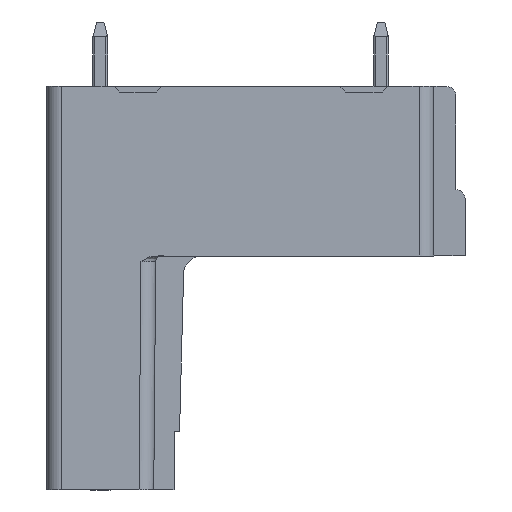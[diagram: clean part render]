
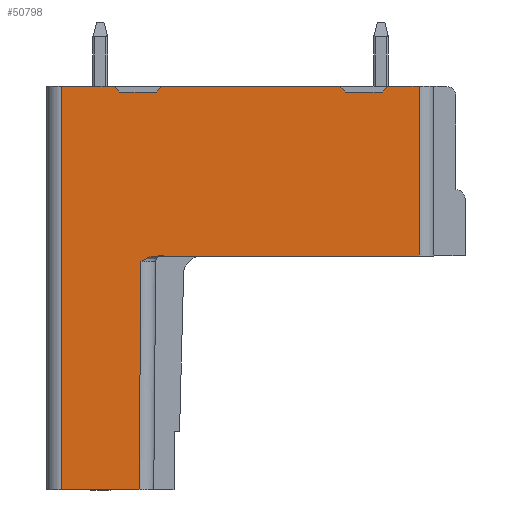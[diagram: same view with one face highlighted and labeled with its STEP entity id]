
A CAD part, left-side view. The second image highlights one B-rep face of the part: STEP entity #50798.
In plain terms, the highlighted planar face has unit normal (-1, 0, 0).
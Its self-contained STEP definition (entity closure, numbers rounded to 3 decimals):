
#811=CARTESIAN_POINT('',(-61.9,5.537,
0.));
#2103=DIRECTION('',(0.,1.,0.));
#2104=VECTOR('',#2103,2.85);
#2105=CARTESIAN_POINT('',(-61.9,7.75,9.2));
#2106=LINE('',#2105,#2104);
#7040=DIRECTION('',(0.,1.,0.));
#7041=VECTOR('',#7040,14.337);
#7042=CARTESIAN_POINT('',(-61.9,-8.8,
0.));
#7043=LINE('',#7042,#7041);
#7044=CARTESIAN_POINT('',(-61.9,5.537,
0.));
#7045=CARTESIAN_POINT('',(-61.9,5.563,
0.));
#7046=CARTESIAN_POINT('',(-61.9,5.618,
-0.002));
#7047=CARTESIAN_POINT('',(-61.9,5.71,
-0.018));
#7048=CARTESIAN_POINT('',(-61.9,5.81,
-0.046));
#7049=CARTESIAN_POINT('',(-61.9,5.918,
-0.089));
#7050=CARTESIAN_POINT('',(-61.9,6.033,
-0.146));
#7051=CARTESIAN_POINT('',(-61.9,6.157,
-0.216));
#7052=CARTESIAN_POINT('',(-61.9,6.245,
-0.271));
#7053=CARTESIAN_POINT('',(-61.9,6.292,
-0.3));
#7055=DIRECTION('',(0.,0.009,-1.));
#7056=VECTOR('',#7055,12.4);
#7057=CARTESIAN_POINT('',(-61.9,6.292,
-0.3));
#7058=LINE('',#7057,#7056);
#7059=DIRECTION('',(0.,1.,0.));
#7060=VECTOR('',#7059,4.2);
#7061=CARTESIAN_POINT('',(-61.9,6.4,-12.7));
#7062=LINE('',#7061,#7060);
#7063=DIRECTION('',(0.,-0.707,-0.707));
#7064=VECTOR('',#7063,0.424);
#7065=CARTESIAN_POINT('',(-61.9,7.75,9.2));
#7066=LINE('',#7065,#7064);
#7067=DIRECTION('',(0.,-0.707,0.707));
#7068=VECTOR('',#7067,0.424);
#7069=CARTESIAN_POINT('',(-61.9,5.45,8.9));
#7070=LINE('',#7069,#7068);
#7071=DIRECTION('',(0.,-1.,0.));
#7072=VECTOR('',#7071,9.65);
#7073=CARTESIAN_POINT('',(-61.9,5.15,9.2));
#7074=LINE('',#7073,#7072);
#7075=DIRECTION('',(0.,-0.707,-0.707));
#7076=VECTOR('',#7075,0.424);
#7077=CARTESIAN_POINT('',(-61.9,-4.5,9.2));
#7078=LINE('',#7077,#7076);
#7079=DIRECTION('',(0.,-0.707,0.707));
#7080=VECTOR('',#7079,0.424);
#7081=CARTESIAN_POINT('',(-61.9,-6.8,8.9));
#7082=LINE('',#7081,#7080);
#7083=DIRECTION('',(0.,-1.,0.));
#7084=VECTOR('',#7083,1.7);
#7085=CARTESIAN_POINT('',(-61.9,-7.1,9.2));
#7086=LINE('',#7085,#7084);
#7087=DIRECTION('',(0.,0.,-1.));
#7088=VECTOR('',#7087,9.2);
#7089=CARTESIAN_POINT('',(-61.9,-8.8,9.2));
#7090=LINE('',#7089,#7088);
#8288=DIRECTION('',(0.,1.,0.));
#8289=VECTOR('',#8288,2.);
#8290=CARTESIAN_POINT('',(-61.9,5.45,8.9));
#8291=LINE('',#8290,#8289);
#21066=DIRECTION('',(0.,0.,-1.));
#21067=VECTOR('',#21066,21.9);
#21068=CARTESIAN_POINT('',(-61.9,10.6,9.2));
#21069=LINE('',#21068,#21067);
#21202=DIRECTION('',(0.,1.,0.));
#21203=VECTOR('',#21202,2.);
#21204=CARTESIAN_POINT('',(-61.9,-6.8,8.9));
#21205=LINE('',#21204,#21203);
#33740=VERTEX_POINT('',#811);
#33741=CARTESIAN_POINT('',(-61.9,-8.8,
0.));
#33742=VERTEX_POINT('',#33741);
#33903=CARTESIAN_POINT('',(-61.9,-8.8,9.2));
#33904=VERTEX_POINT('',#33903);
#33905=CARTESIAN_POINT('',(-61.9,-7.1,9.2));
#33906=VERTEX_POINT('',#33905);
#33911=CARTESIAN_POINT('',(-61.9,-4.5,9.2));
#33912=VERTEX_POINT('',#33911);
#33913=CARTESIAN_POINT('',(-61.9,5.15,9.2));
#33914=VERTEX_POINT('',#33913);
#33923=CARTESIAN_POINT('',(-61.9,7.75,9.2));
#33924=VERTEX_POINT('',#33923);
#33925=CARTESIAN_POINT('',(-61.9,10.6,9.2));
#33926=VERTEX_POINT('',#33925);
#34006=VERTEX_POINT('',#7053);
#34007=CARTESIAN_POINT('',(-61.9,6.4,-12.7));
#34008=VERTEX_POINT('',#34007);
#34009=CARTESIAN_POINT('',(-61.9,10.6,-12.7));
#34010=VERTEX_POINT('',#34009);
#34011=CARTESIAN_POINT('',(-61.9,7.45,8.9));
#34012=VERTEX_POINT('',#34011);
#34013=CARTESIAN_POINT('',(-61.9,5.45,8.9));
#34014=VERTEX_POINT('',#34013);
#34015=CARTESIAN_POINT('',(-61.9,-4.8,8.9));
#34016=VERTEX_POINT('',#34015);
#34017=CARTESIAN_POINT('',(-61.9,-6.8,8.9));
#34018=VERTEX_POINT('',#34017);
#50766=CARTESIAN_POINT('',(-61.9,5.192,-0.3));
#50767=DIRECTION('',(-1.,0.,0.));
#50768=DIRECTION('',(0.,-1.,0.));
#50769=AXIS2_PLACEMENT_3D('',#50766,#50767,#50768);
#50770=PLANE('',#50769);
#50771=ORIENTED_EDGE('',*,*,#42126,.T.);
#50773=ORIENTED_EDGE('',*,*,#50772,.T.);
#50775=ORIENTED_EDGE('',*,*,#50774,.T.);
#50777=ORIENTED_EDGE('',*,*,#50776,.T.);
#50779=ORIENTED_EDGE('',*,*,#50778,.F.);
#50780=ORIENTED_EDGE('',*,*,#43018,.F.);
#50782=ORIENTED_EDGE('',*,*,#50781,.T.);
#50784=ORIENTED_EDGE('',*,*,#50783,.F.);
#50786=ORIENTED_EDGE('',*,*,#50785,.T.);
#50787=ORIENTED_EDGE('',*,*,#43002,.T.);
#50789=ORIENTED_EDGE('',*,*,#50788,.T.);
#50791=ORIENTED_EDGE('',*,*,#50790,.F.);
#50793=ORIENTED_EDGE('',*,*,#50792,.T.);
#50794=ORIENTED_EDGE('',*,*,#42993,.T.);
#50795=ORIENTED_EDGE('',*,*,#50759,.T.);
#50796=EDGE_LOOP('',(#50771,#50773,#50775,#50777,#50779,#50780,#50782,#50784,
#50786,#50787,#50789,#50791,#50793,#50794,#50795));
#50797=FACE_OUTER_BOUND('',#50796,.F.);
#50798=ADVANCED_FACE('',(#50797),#50770,.T.);
#7054=B_SPLINE_CURVE_WITH_KNOTS('',3,(#7044,#7045,#7046,#7047,#7048,#7049,#7050,
#7051,#7052,#7053),.UNSPECIFIED.,.F.,.F.,(4,1,1,1,1,1,1,4),(0.,
0.143,0.286,0.429,0.571,
0.714,0.857,1.),.UNSPECIFIED.);
#42126=EDGE_CURVE('',#33742,#33740,#7043,.T.);
#42993=EDGE_CURVE('',#33906,#33904,#7086,.T.);
#43002=EDGE_CURVE('',#33914,#33912,#7074,.T.);
#43018=EDGE_CURVE('',#33924,#33926,#2106,.T.);
#50759=EDGE_CURVE('',#33904,#33742,#7090,.T.);
#50772=EDGE_CURVE('',#33740,#34006,#7054,.T.);
#50774=EDGE_CURVE('',#34006,#34008,#7058,.T.);
#50776=EDGE_CURVE('',#34008,#34010,#7062,.T.);
#50778=EDGE_CURVE('',#33926,#34010,#21069,.T.);
#50781=EDGE_CURVE('',#33924,#34012,#7066,.T.);
#50783=EDGE_CURVE('',#34014,#34012,#8291,.T.);
#50785=EDGE_CURVE('',#34014,#33914,#7070,.T.);
#50788=EDGE_CURVE('',#33912,#34016,#7078,.T.);
#50790=EDGE_CURVE('',#34018,#34016,#21205,.T.);
#50792=EDGE_CURVE('',#34018,#33906,#7082,.T.);
